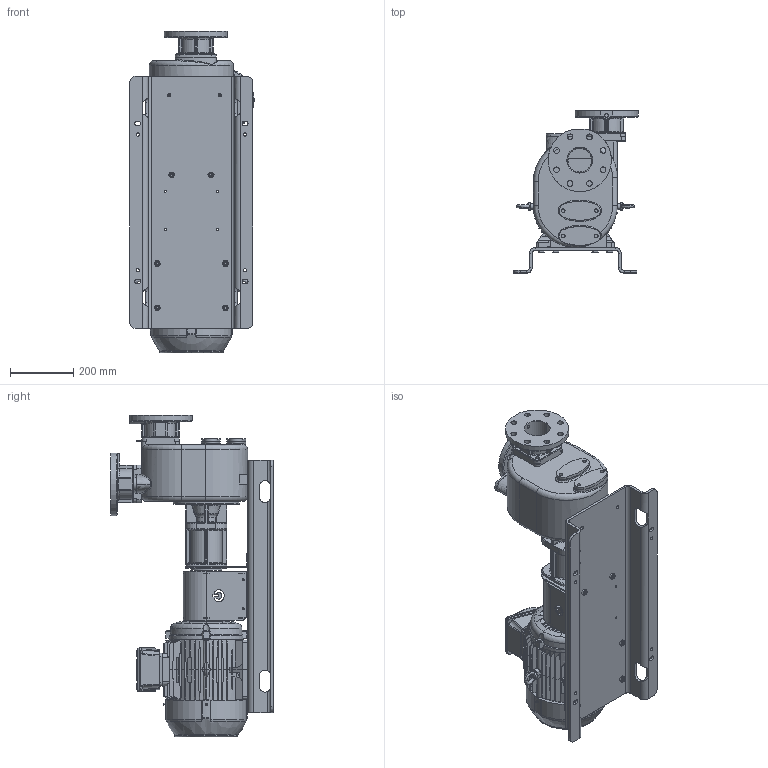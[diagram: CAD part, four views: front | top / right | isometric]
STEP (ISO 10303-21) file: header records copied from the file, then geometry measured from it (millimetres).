
FILE_DESCRIPTION((''),'2;1');
FILE_NAME('S_83_B_FIT','2018-03-02T17:05:05',('Nicola'),(''),'CREO PARAMETRIC BY PTC INC, 2017110','CREO PARAMETRIC BY PTC INC, 2017110','');
FILE_SCHEMA(('CONFIG_CONTROL_DESIGN'));
Products named in the file (1): S_83_B_FIT
Bounding box: 393.99 x 514 x 1019 mm (x, y, z)
Volume: 40317109.4 mm3; surface area: 2525459.8 mm2
Topology: 2 solids, 2 shells, 3908 faces, 9837 edges, 6194 vertices
Faces by surface type: plane 2406, cylinder 748, cone 303, bspline 214, torus 202, sphere 29, extrusion 6
Entity records: 136406 total; most frequent: CARTESIAN_POINT 44429, ORIENTED_EDGE 19646, DIRECTION 17969, EDGE_CURVE 9823, VERTEX_POINT 6194, VECTOR 6043, LINE 6037, AXIS2_PLACEMENT_3D 5963
